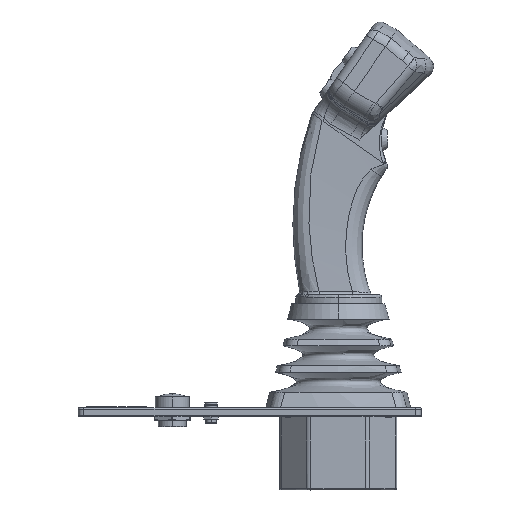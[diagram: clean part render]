
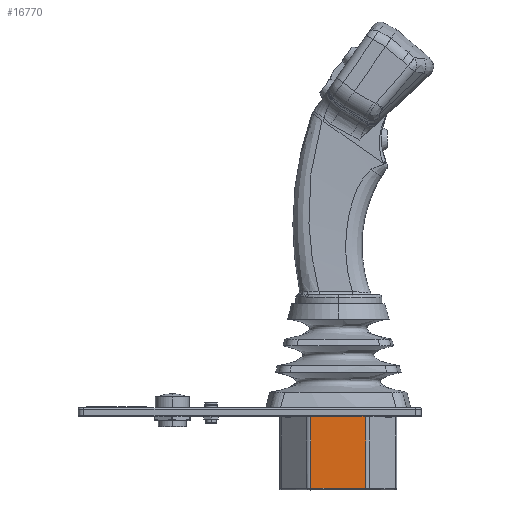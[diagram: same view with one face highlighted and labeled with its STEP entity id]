
A CAD part, top view. The second image highlights one B-rep face of the part: STEP entity #16770.
In plain terms, the highlighted face is planar.
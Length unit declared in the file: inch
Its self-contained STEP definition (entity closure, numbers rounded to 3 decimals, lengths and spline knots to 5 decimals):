
#177 = CARTESIAN_POINT ( 'NONE',  ( 0.7917, -2.11, -2.7375 ) ) ;
#181 = DIRECTION ( 'NONE',  ( 0., -1., 0. ) ) ;
#200 = CARTESIAN_POINT ( 'NONE',  ( 2.0333, -0.255, -2.7375 ) ) ;
#201 = DIRECTION ( 'NONE',  ( 0., -1., 0. ) ) ;
#341 = CARTESIAN_POINT ( 'NONE',  ( 0.73992, -0.255, -2.7375 ) ) ;
#342 = DIRECTION ( 'NONE',  ( 1., 0., 0. ) ) ;
#466 = CARTESIAN_POINT ( 'NONE',  ( 0.73992, -2.079, -2.7375 ) ) ;
#467 = DIRECTION ( 'NONE',  ( -1., 0., 0. ) ) ;
#1101 = LINE ( 'NONE', #177, #1106 ) ;
#1106 = VECTOR ( 'NONE', #181, 39.37008 ) ;
#1108 = LINE ( 'NONE', #200, #1114 ) ;
#1114 = VECTOR ( 'NONE', #201, 39.37008 ) ;
#1175 = LINE ( 'NONE', #341, #1185 ) ;
#1185 = VECTOR ( 'NONE', #342, 39.37008 ) ;
#1193 = LINE ( 'NONE', #466, #1198 ) ;
#1198 = VECTOR ( 'NONE', #467, 39.37008 ) ;
#10569 = FACE_OUTER_BOUND ( 'NONE', #20231, .T. ) ;
#12236 = VERTEX_POINT ( 'NONE', #17137 ) ;
#13935 = VERTEX_POINT ( 'NONE', #17271 ) ;
#13945 = VERTEX_POINT ( 'NONE', #17285 ) ;
#13969 = VERTEX_POINT ( 'NONE', #17309 ) ;
#16770 = ADVANCED_FACE ( 'NONE', ( #10569 ), #28914, .T. ) ;
#17137 = CARTESIAN_POINT ( 'NONE',  ( 2.0333, -2.079, -2.7375 ) ) ;
#17271 = CARTESIAN_POINT ( 'NONE',  ( 2.0333, -0.255, -2.7375 ) ) ;
#17285 = CARTESIAN_POINT ( 'NONE',  ( 0.7917, -0.255, -2.7375 ) ) ;
#17309 = CARTESIAN_POINT ( 'NONE',  ( 0.7917, -2.079, -2.7375 ) ) ;
#18657 = EDGE_CURVE ( 'NONE', #13945, #13969, #1101, .T. ) ;
#18665 = EDGE_CURVE ( 'NONE', #13935, #12236, #1108, .T. ) ;
#18718 = EDGE_CURVE ( 'NONE', #13945, #13935, #1175, .T. ) ;
#18735 = EDGE_CURVE ( 'NONE', #12236, #13969, #1193, .T. ) ;
#20231 = EDGE_LOOP ( 'NONE', ( #20947, #20946, #20945, #20944 ) ) ;
#20944 = ORIENTED_EDGE ( 'NONE', *, *, #18657, .F. ) ;
#20945 = ORIENTED_EDGE ( 'NONE', *, *, #18735, .T. ) ;
#20946 = ORIENTED_EDGE ( 'NONE', *, *, #18665, .T. ) ;
#20947 = ORIENTED_EDGE ( 'NONE', *, *, #18718, .T. ) ;
#28883 = CARTESIAN_POINT ( 'NONE',  ( 0.73992, -0.255, -2.7375 ) ) ;
#28914 = PLANE ( 'NONE',  #29816 ) ;
#28916 = DIRECTION ( 'NONE',  ( 0., 0., -1. ) ) ;
#28917 = DIRECTION ( 'NONE',  ( 1., 0., 0. ) ) ;
#29816 = AXIS2_PLACEMENT_3D ( 'NONE', #28883, #28916, #28917 ) ;
